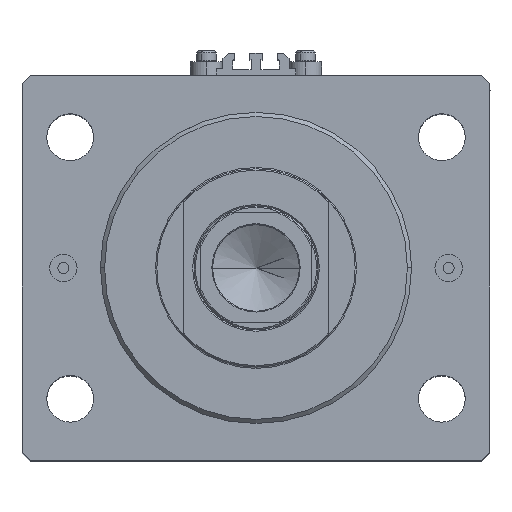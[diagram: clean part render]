
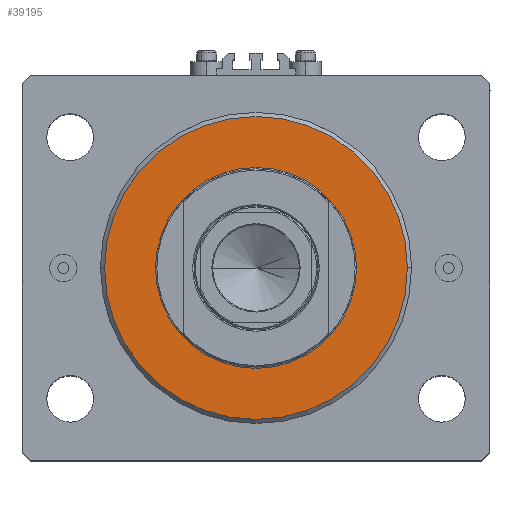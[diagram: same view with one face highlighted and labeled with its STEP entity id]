
A CAD part, top view. The second image highlights one B-rep face of the part: STEP entity #39195.
In plain terms, the highlighted face is planar.
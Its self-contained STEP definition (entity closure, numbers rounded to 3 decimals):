
#278 = CIRCLE ( 'NONE', #3356, 55. ) ;
#612 = VERTEX_POINT ( 'NONE', #33650 ) ;
#1536 = EDGE_LOOP ( 'NONE', ( #7607, #17092 ) ) ;
#2455 = ORIENTED_EDGE ( 'NONE', *, *, #20444, .T. ) ;
#2845 = AXIS2_PLACEMENT_3D ( 'NONE', #26374, #5106, #19678 ) ;
#3356 = AXIS2_PLACEMENT_3D ( 'NONE', #35073, #9557, #12660 ) ;
#4035 = CARTESIAN_POINT ( 'NONE',  ( 0., 0., 0. ) ) ;
#5106 = DIRECTION ( 'NONE',  ( 0., 0., 1. ) ) ;
#5274 = CIRCLE ( 'NONE', #11389, 55. ) ;
#7607 = ORIENTED_EDGE ( 'NONE', *, *, #7634, .T. ) ;
#7634 = EDGE_CURVE ( 'NONE', #33693, #612, #278, .T. ) ;
#9040 = DIRECTION ( 'NONE',  ( 0., 0., -1. ) ) ;
#9557 = DIRECTION ( 'NONE',  ( 0., 0., -1. ) ) ;
#10746 = FACE_BOUND ( 'NONE', #22035, .T. ) ;
#11389 = AXIS2_PLACEMENT_3D ( 'NONE', #41702, #9040, #27172 ) ;
#12650 = VERTEX_POINT ( 'NONE', #12876 ) ;
#12660 = DIRECTION ( 'NONE',  ( 1., 0., 0. ) ) ;
#12876 = CARTESIAN_POINT ( 'NONE',  ( -36.5, 0., 0. ) ) ;
#14304 = EDGE_CURVE ( 'NONE', #612, #33693, #5274, .T. ) ;
#14808 = CARTESIAN_POINT ( 'NONE',  ( 0., 0., 0. ) ) ;
#17092 = ORIENTED_EDGE ( 'NONE', *, *, #14304, .T. ) ;
#17295 = VERTEX_POINT ( 'NONE', #35110 ) ;
#18127 = FACE_OUTER_BOUND ( 'NONE', #1536, .T. ) ;
#18161 = DIRECTION ( 'NONE',  ( 0., 0., 1. ) ) ;
#19678 = DIRECTION ( 'NONE',  ( 1., 0., 0. ) ) ;
#20444 = EDGE_CURVE ( 'NONE', #12650, #17295, #27257, .T. ) ;
#20975 = ORIENTED_EDGE ( 'NONE', *, *, #21784, .T. ) ;
#21784 = EDGE_CURVE ( 'NONE', #17295, #12650, #40195, .T. ) ;
#21941 = DIRECTION ( 'NONE',  ( 0., 0., 1. ) ) ;
#22035 = EDGE_LOOP ( 'NONE', ( #20975, #2455 ) ) ;
#26374 = CARTESIAN_POINT ( 'NONE',  ( 0., 0., 0. ) ) ;
#26505 = AXIS2_PLACEMENT_3D ( 'NONE', #14808, #18161, #33427 ) ;
#27172 = DIRECTION ( 'NONE',  ( 1., 0., 0. ) ) ;
#27257 = CIRCLE ( 'NONE', #2845, 36.5 ) ;
#33427 = DIRECTION ( 'NONE',  ( 1., 0., 0. ) ) ;
#33650 = CARTESIAN_POINT ( 'NONE',  ( -55., 0., 0. ) ) ;
#33693 = VERTEX_POINT ( 'NONE', #44302 ) ;
#35073 = CARTESIAN_POINT ( 'NONE',  ( 0., 0., 0. ) ) ;
#35110 = CARTESIAN_POINT ( 'NONE',  ( 36.5, 0., 0. ) ) ;
#37776 = AXIS2_PLACEMENT_3D ( 'NONE', #4035, #21941, #47227 ) ;
#39195 = ADVANCED_FACE ( 'NONE', ( #10746, #18127 ), #46998, .F. ) ;
#40195 = CIRCLE ( 'NONE', #26505, 36.5 ) ;
#41702 = CARTESIAN_POINT ( 'NONE',  ( 0., 0., 0. ) ) ;
#44302 = CARTESIAN_POINT ( 'NONE',  ( 55., 0., 0. ) ) ;
#46998 = PLANE ( 'NONE',  #37776 ) ;
#47227 = DIRECTION ( 'NONE',  ( 1., 0., 0. ) ) ;
